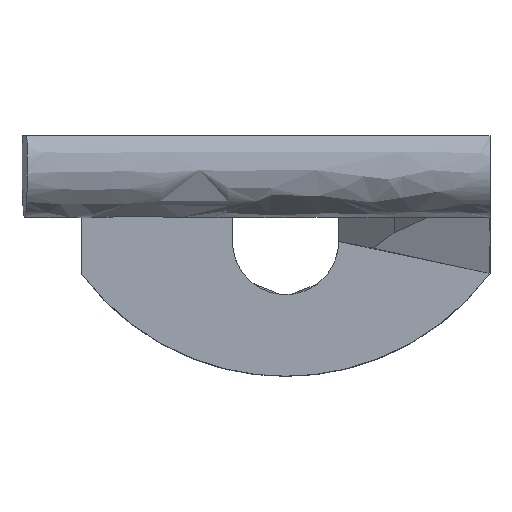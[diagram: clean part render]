
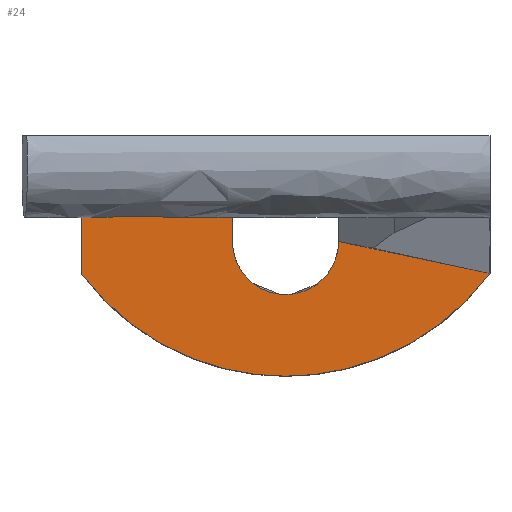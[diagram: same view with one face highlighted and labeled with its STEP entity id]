
A CAD part, top view. The second image highlights one B-rep face of the part: STEP entity #24.
In plain terms, the highlighted planar face has unit normal (0, 0, 1).
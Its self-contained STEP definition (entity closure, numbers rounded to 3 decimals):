
#24=ADVANCED_FACE($,(#66),#571,.T.);
#66=FACE_OUTER_BOUND($,#108,.T.);
#108=EDGE_LOOP($,(#203,#204,#205,#206,#207,#208,#209,#210));
#203=ORIENTED_EDGE($,*,*,#400,.F.);
#204=ORIENTED_EDGE($,*,*,#399,.F.);
#205=ORIENTED_EDGE($,*,*,#379,.T.);
#206=ORIENTED_EDGE($,*,*,#378,.T.);
#207=ORIENTED_EDGE($,*,*,#377,.F.);
#208=ORIENTED_EDGE($,*,*,#364,.T.);
#209=ORIENTED_EDGE($,*,*,#402,.T.);
#210=ORIENTED_EDGE($,*,*,#401,.T.);
#364=EDGE_CURVE($,#477,#476,#629,.T.);
#377=EDGE_CURVE($,#477,#489,#584,.T.);
#378=EDGE_CURVE($,#490,#489,#640,.T.);
#379=EDGE_CURVE($,#488,#490,#641,.T.);
#399=EDGE_CURVE($,#488,#502,#596,.T.);
#400=EDGE_CURVE($,#502,#503,#650,.T.);
#401=EDGE_CURVE($,#504,#503,#651,.T.);
#402=EDGE_CURVE($,#476,#504,#597,.T.);
#476=VERTEX_POINT($,#1963);
#477=VERTEX_POINT($,#1964);
#488=VERTEX_POINT($,#1975);
#489=VERTEX_POINT($,#1976);
#490=VERTEX_POINT($,#1977);
#502=VERTEX_POINT($,#1989);
#503=VERTEX_POINT($,#1990);
#504=VERTEX_POINT($,#1991);
#571=PLANE($,#788);
#584=B_SPLINE_CURVE_WITH_KNOTS($,3,(#889,#890,#891,#892),.UNSPECIFIED.,.F.,
.F.,(4,4),(-15.272,0.),.UNSPECIFIED.);
#596=B_SPLINE_CURVE_WITH_KNOTS($,1,(#1044,#1045),.UNSPECIFIED.,.F.,.F.,(2,
2),(57.394,80.058),.UNSPECIFIED.);
#597=B_SPLINE_CURVE_WITH_KNOTS($,1,(#1052,#1053),.UNSPECIFIED.,.F.,.F.,(2,
2),(333.023,352.967),.UNSPECIFIED.);
#629=(
BOUNDED_CURVE()
B_SPLINE_CURVE(3,(#837,#838,#839,#840),.UNSPECIFIED.,.F.,.F.)
B_SPLINE_CURVE_WITH_KNOTS((4,4),(45.874,68.051),.UNSPECIFIED.)
CURVE()
GEOMETRIC_REPRESENTATION_ITEM()
RATIONAL_B_SPLINE_CURVE((1.,1.,1.,1.))
REPRESENTATION_ITEM($)
);
#640=(
BOUNDED_CURVE()
B_SPLINE_CURVE(2,(#893,#894,#895,#896,#897),.UNSPECIFIED.,.F.,.F.)
B_SPLINE_CURVE_WITH_KNOTS((3,2,3),(11.294,12.212,23.507),
.UNSPECIFIED.)
CURVE()
GEOMETRIC_REPRESENTATION_ITEM()
RATIONAL_B_SPLINE_CURVE((1.,0.999,1.,0.744,1.))
REPRESENTATION_ITEM($)
);
#641=(
BOUNDED_CURVE()
B_SPLINE_CURVE(2,(#898,#899,#900,#901,#902),.UNSPECIFIED.,.F.,.F.)
B_SPLINE_CURVE_WITH_KNOTS((3,2,3),(-23.507,-12.212,-11.294),
.UNSPECIFIED.)
CURVE()
GEOMETRIC_REPRESENTATION_ITEM()
RATIONAL_B_SPLINE_CURVE((1.,0.744,1.,0.999,1.))
REPRESENTATION_ITEM($)
);
#650=(
BOUNDED_CURVE()
B_SPLINE_CURVE(2,(#1046,#1047,#1048),.UNSPECIFIED.,.F.,.F.)
B_SPLINE_CURVE_WITH_KNOTS((3,3),(352.967,387.736),.UNSPECIFIED.)
CURVE()
GEOMETRIC_REPRESENTATION_ITEM()
RATIONAL_B_SPLINE_CURVE((1.,0.894,1.))
REPRESENTATION_ITEM($)
);
#651=(
BOUNDED_CURVE()
B_SPLINE_CURVE(2,(#1049,#1050,#1051),.UNSPECIFIED.,.F.,.F.)
B_SPLINE_CURVE_WITH_KNOTS((3,3),(352.967,387.736),.UNSPECIFIED.)
CURVE()
GEOMETRIC_REPRESENTATION_ITEM()
RATIONAL_B_SPLINE_CURVE((1.,0.894,1.))
REPRESENTATION_ITEM($)
);
#788=AXIS2_PLACEMENT_3D($,#1567,#807,$);
#807=DIRECTION($,(0.,0.,1.));
#837=CARTESIAN_POINT($,(-7.728,21.664,6.374));
#838=CARTESIAN_POINT($,(-15.121,21.664,6.374));
#839=CARTESIAN_POINT($,(-22.513,21.664,6.374));
#840=CARTESIAN_POINT($,(-29.906,21.664,6.374));
#889=CARTESIAN_POINT($,(-7.728,21.664,6.374));
#890=CARTESIAN_POINT($,(-7.728,16.573,6.374));
#891=CARTESIAN_POINT($,(-7.728,11.483,6.374));
#892=CARTESIAN_POINT($,(-7.728,6.392,6.374));
#893=CARTESIAN_POINT($,(0.047,-1.384,6.374));
#894=CARTESIAN_POINT($,(-0.376,-1.384,6.374));
#895=CARTESIAN_POINT($,(-0.796,-1.338,6.374));
#896=CARTESIAN_POINT($,(-7.728,-0.582,6.374));
#897=CARTESIAN_POINT($,(-7.728,6.392,6.374));
#898=CARTESIAN_POINT($,(7.823,6.392,6.374));
#899=CARTESIAN_POINT($,(7.823,-0.582,6.374));
#900=CARTESIAN_POINT($,(0.89,-1.338,6.374));
#901=CARTESIAN_POINT($,(0.47,-1.384,6.374));
#902=CARTESIAN_POINT($,(0.047,-1.384,6.374));
#1044=CARTESIAN_POINT($,(7.823,6.392,6.374));
#1045=CARTESIAN_POINT($,(30.,1.72,6.374));
#1046=CARTESIAN_POINT($,(30.,1.72,6.374));
#1047=CARTESIAN_POINT($,(18.801,-13.322,6.374));
#1048=CARTESIAN_POINT($,(0.047,-13.351,6.374));
#1049=CARTESIAN_POINT($,(-29.906,1.72,6.374));
#1050=CARTESIAN_POINT($,(-18.706,-13.322,6.374));
#1051=CARTESIAN_POINT($,(0.047,-13.351,6.374));
#1052=CARTESIAN_POINT($,(-29.906,21.664,6.374));
#1053=CARTESIAN_POINT($,(-29.906,1.72,6.374));
#1567=CARTESIAN_POINT($,(30.094,-13.351,6.374));
#1963=CARTESIAN_POINT($,(-29.906,21.664,6.374));
#1964=CARTESIAN_POINT($,(-7.728,21.664,6.374));
#1975=CARTESIAN_POINT($,(7.823,6.392,6.374));
#1976=CARTESIAN_POINT($,(-7.728,6.392,6.374));
#1977=CARTESIAN_POINT($,(0.047,-1.384,6.374));
#1989=CARTESIAN_POINT($,(30.,1.72,6.374));
#1990=CARTESIAN_POINT($,(0.047,-13.351,6.374));
#1991=CARTESIAN_POINT($,(-29.906,1.72,6.374));
